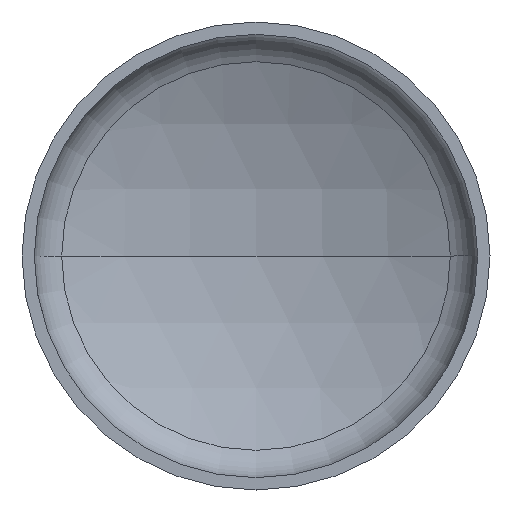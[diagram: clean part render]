
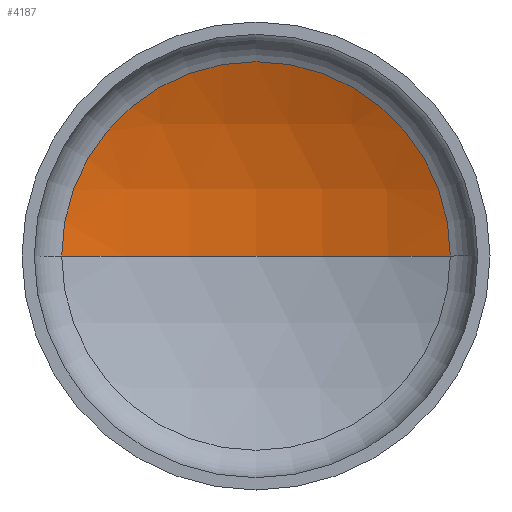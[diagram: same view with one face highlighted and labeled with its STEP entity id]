
A CAD part, front view. The second image highlights one B-rep face of the part: STEP entity #4187.
In plain terms, the highlighted spherical face has radius 76.1 mm.
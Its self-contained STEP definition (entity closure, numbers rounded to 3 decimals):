
#26 = VERTEX_POINT ( 'NONE', #11174 ) ;
#205 = DIRECTION ( 'NONE',  ( 1., 0., 0. ) ) ;
#270 = CARTESIAN_POINT ( 'NONE',  ( 0., -53.1, 0. ) ) ;
#312 = DIRECTION ( 'NONE',  ( -1., 0., 0. ) ) ;
#1342 = DIRECTION ( 'NONE',  ( 0., 0., 1. ) ) ;
#1608 = ORIENTED_EDGE ( 'NONE', *, *, #9748, .F. ) ;
#3505 = DIRECTION ( 'NONE',  ( 1., 0., 0. ) ) ;
#3819 = AXIS2_PLACEMENT_3D ( 'NONE', #10345, #1342, #205 ) ;
#4093 = CIRCLE ( 'NONE', #11968, 31.6 ) ;
#4187 = ADVANCED_FACE ( 'NONE', ( #7524 ), #4487, .F. ) ;
#4487 = SPHERICAL_SURFACE ( 'NONE', #6018, 76.1 ) ;
#4790 = ORIENTED_EDGE ( 'NONE', *, *, #10118, .F. ) ;
#5538 = CARTESIAN_POINT ( 'NONE',  ( 0., 23., 0. ) ) ;
#5673 = ORIENTED_EDGE ( 'NONE', *, *, #7158, .T. ) ;
#5837 = AXIS2_PLACEMENT_3D ( 'NONE', #270, #11560, #312 ) ;
#6018 = AXIS2_PLACEMENT_3D ( 'NONE', #11656, #13939, #3505 ) ;
#6190 = VERTEX_POINT ( 'NONE', #6713 ) ;
#6713 = CARTESIAN_POINT ( 'NONE',  ( 31.6, 16.129, 0. ) ) ;
#7158 = EDGE_CURVE ( 'NONE', #26, #11686, #8971, .T. ) ;
#7524 = FACE_OUTER_BOUND ( 'NONE', #14204, .T. ) ;
#8971 = CIRCLE ( 'NONE', #5837, 76.1 ) ;
#9131 = DIRECTION ( 'NONE',  ( -1., 0., 0. ) ) ;
#9748 = EDGE_CURVE ( 'NONE', #6190, #11686, #11258, .T. ) ;
#10118 = EDGE_CURVE ( 'NONE', #26, #6190, #4093, .T. ) ;
#10183 = DIRECTION ( 'NONE',  ( 0., 1., 0. ) ) ;
#10345 = CARTESIAN_POINT ( 'NONE',  ( 0., -53.1, 0. ) ) ;
#11174 = CARTESIAN_POINT ( 'NONE',  ( -31.6, 16.129, 0. ) ) ;
#11258 = CIRCLE ( 'NONE', #3819, 76.1 ) ;
#11560 = DIRECTION ( 'NONE',  ( 0., 0., -1. ) ) ;
#11656 = CARTESIAN_POINT ( 'NONE',  ( 0., -53.1, 0. ) ) ;
#11686 = VERTEX_POINT ( 'NONE', #5538 ) ;
#11968 = AXIS2_PLACEMENT_3D ( 'NONE', #14672, #10183, #9131 ) ;
#13939 = DIRECTION ( 'NONE',  ( 0., 0., -1. ) ) ;
#14204 = EDGE_LOOP ( 'NONE', ( #4790, #5673, #1608 ) ) ;
#14672 = CARTESIAN_POINT ( 'NONE',  ( 0., 16.129, 0. ) ) ;
